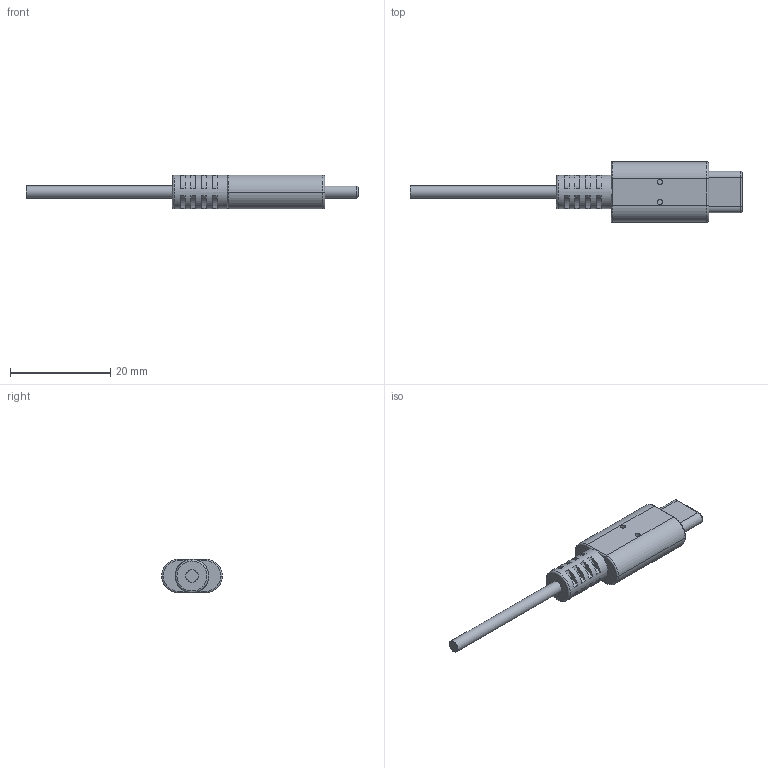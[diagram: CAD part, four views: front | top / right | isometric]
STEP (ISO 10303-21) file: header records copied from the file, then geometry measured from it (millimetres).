
FILE_DESCRIPTION(/* description */ (''),/* implementation_level */ '2;1');
FILE_NAME(/* name */ 'Official Pi 4 USB-C charger plug.step',/* time_stamp */ '2019-08-07T18:23:05+02:00',/* author */ (''),/* organization */ (''),/* preprocessor_version */ 'ST-DEVELOPER v18',/* originating_system */ 'Autodesk Translation Framework v8.2.0.1029',/* authorisation */ '');
FILE_SCHEMA (('AUTOMOTIVE_DESIGN { 1 0 10303 214 3 1 1 }'));
Length unit declared in the file: millimetre
Products named in the file (32): Raspberry Pi Official USB-C Charger plug; USB; USB Plug sleeve; USB Plug; USB Plug end; Inner; Outer; Pins; Component25; Component14; Component27; Component11; Component15; Component17; Component16; Component19; Component13; Component7; Component9; Component21; Component8; Component23; Component26; Component24; Component18; Component6; Component10; Component22; Component4; Component2; Component20; Component5
Assembly tree (31 placements, depth 5):
  Raspberry Pi Official USB-C Charger plug
    USB
      USB Plug sleeve
        USB Plug
      USB Plug end
        Inner
        Outer
        Pins
          Component25
          Component14
          Component27
          Component11
          Component15
          Component17
          Component16
          Component19
          Component13
          Component7
          Component9
          Component21
          Component8
          Component23
          Component26
          Component24
          Component18
          Component6
          Component10
          Component22
          Component4
          Component2
          Component20
          Component5
Bounding box: 66.23 x 12.11 x 6.7 mm (x, y, z)
Volume: 1946.6 mm3; surface area: 1897.7 mm2
Topology: 27 solids, 27 shells, 258 faces, 534 edges, 351 vertices
Faces by surface type: plane 183, cylinder 62, torus 11, cone 2
Full cylindrical faces by diameter (mm): 1 x2, 2.439 x1, 6.682 x1
Entity records: 8001 total; most frequent: DIRECTION 1350, CARTESIAN_POINT 1274, ORIENTED_EDGE 1068, EDGE_CURVE 534, AXIS2_PLACEMENT_3D 499, LINE 352, VECTOR 352, VERTEX_POINT 351
